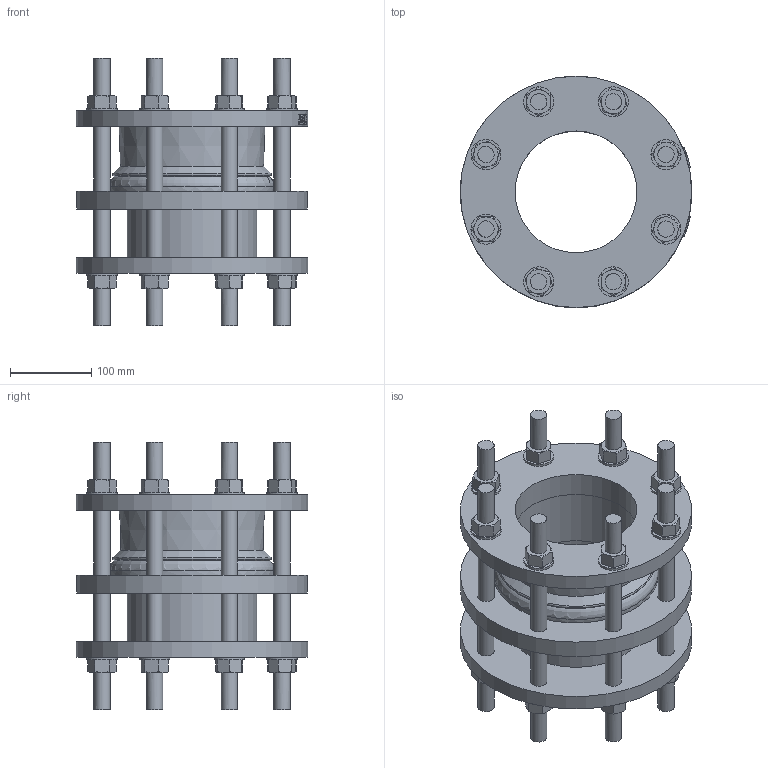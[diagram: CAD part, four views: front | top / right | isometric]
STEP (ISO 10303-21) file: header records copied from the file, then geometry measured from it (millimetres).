
FILE_DESCRIPTION (( 'STEP AP203' ), '1' );
FILE_NAME ('O_265_50_DN0150_1X_AA2.step', '2017-10-25T08:30:51', ( 'Windows User' ), ( 'AVK' ), 'SwSTEP 2.0', 'SolidWorks 2012', '' );
FILE_SCHEMA (( 'CONFIG_CONTROL_DESIGN' ));
Length unit declared in the file: millimetre
Products named in the file (1): O_265_50_DN0150_1X_AA2
Bounding box: 285 x 285 x 330 mm (x, y, z)
Volume: 4482981.1 mm3; surface area: 616585.3 mm2
Topology: 1 solids, 1 shells, 385 faces, 899 edges, 575 vertices
Faces by surface type: plane 217, cone 99, cylinder 63, bspline 4, torus 2
Full cylindrical faces by diameter (mm): 20 x32, 37 x16, 150 x3, 160 x1, 203 x1, 285 x3
Entity records: 11476 total; most frequent: CARTESIAN_POINT 3247, ORIENTED_EDGE 1616, DIRECTION 1589, EDGE_CURVE 808, AXIS2_PLACEMENT_3D 655, VERTEX_POINT 545, EDGE_LOOP 539, FACE_OUTER_BOUND 443
